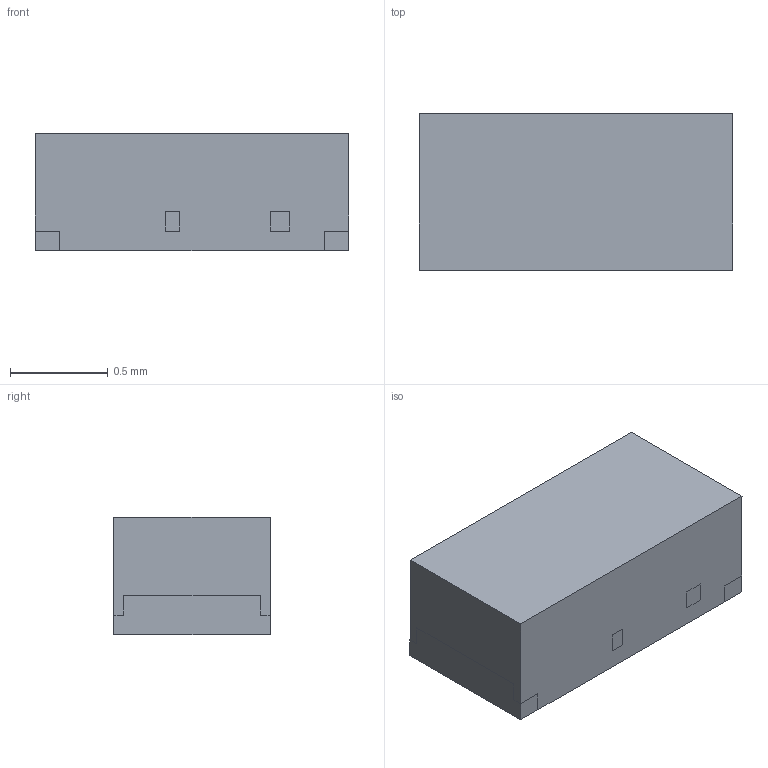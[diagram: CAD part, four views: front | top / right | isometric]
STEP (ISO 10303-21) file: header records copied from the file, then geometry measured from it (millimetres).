
FILE_DESCRIPTION(('FreeCAD Model'),'2;1');
FILE_NAME('1_sp.step','2020-04-02T22:34:02',( 'kicad StepUp'),('ksu MCAD'),'Open CASCADE STEP processor 7.3', 'FreeCAD','Unknown');
FILE_SCHEMA(('AUTOMOTIVE_DESIGN { 1 0 10303 214 1 1 1 1 }'));
Length unit declared in the file: millimetre
Products named in the file (1): 1_sp
Bounding box: 1.6 x 0.8 x 0.6 mm (x, y, z)
Volume: 0.8 mm3; surface area: 5.4 mm2
Topology: 1 solids, 1 shells, 19 faces, 76 edges, 64 vertices
Faces by surface type: plane 19
Entity records: 981 total; most frequent: CARTESIAN_POINT 160, ORIENTED_EDGE 152, DIRECTION 122, EDGE_CURVE 76, LINE 70, VECTOR 70, VERTEX_POINT 64, AXIS2_PLACEMENT_3D 26
